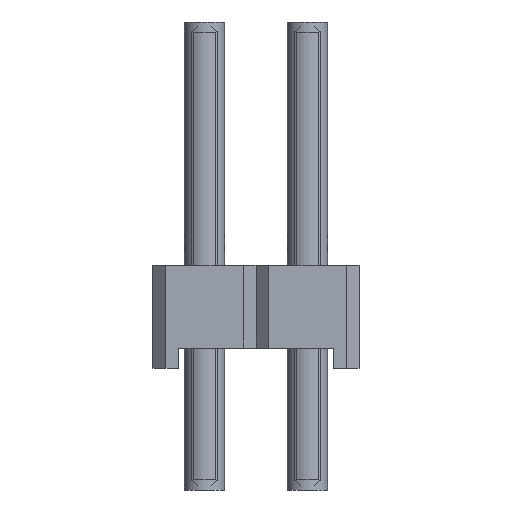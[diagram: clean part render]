
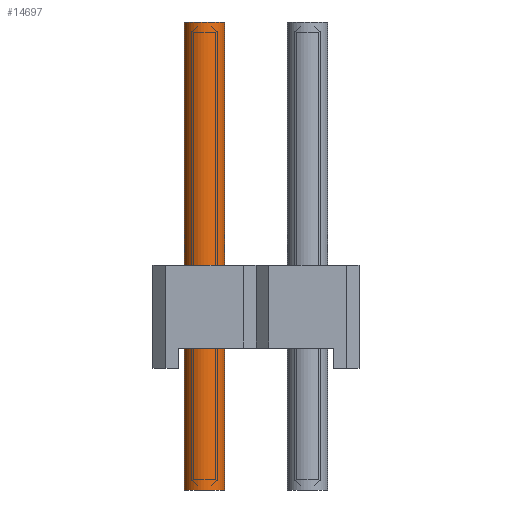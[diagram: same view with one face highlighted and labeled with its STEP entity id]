
A CAD part, left-side view. The second image highlights one B-rep face of the part: STEP entity #14697.
In plain terms, the highlighted cylindrical face has radius 0.5 mm (diameter 1 mm), a full revolution.
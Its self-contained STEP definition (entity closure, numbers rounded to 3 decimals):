
#279=CIRCLE('',#15486,0.5);
#280=CIRCLE('',#15487,0.5);
#804=CYLINDRICAL_SURFACE('',#15485,0.5);
#1173=ORIENTED_EDGE('',*,*,#5519,.F.);
#1174=ORIENTED_EDGE('',*,*,#5520,.T.);
#5519=EDGE_CURVE('',#7701,#7701,#279,.T.);
#5520=EDGE_CURVE('',#7702,#7702,#280,.T.);
#7701=VERTEX_POINT('',#21218);
#7702=VERTEX_POINT('',#21220);
#12489=EDGE_LOOP('',(#1173));
#12490=EDGE_LOOP('',(#1174));
#13355=FACE_BOUND('',#12489,.T.);
#13356=FACE_BOUND('',#12490,.T.);
#14697=ADVANCED_FACE('',(#13355,#13356),#804,.F.);
#15485=AXIS2_PLACEMENT_3D('',#21216,#16885,#16886);
#15486=AXIS2_PLACEMENT_3D('',#21217,#16887,#16888);
#15487=AXIS2_PLACEMENT_3D('',#21219,#16889,#16890);
#16885=DIRECTION('',(0.,0.,1.));
#16886=DIRECTION('',(1.,0.,0.));
#16887=DIRECTION('',(0.,0.,-1.));
#16888=DIRECTION('',(1.,0.,0.));
#16889=DIRECTION('',(0.,0.,-1.));
#16890=DIRECTION('',(1.,0.,0.));
#21216=CARTESIAN_POINT('',(0.,0.,0.));
#21217=CARTESIAN_POINT('',(0.,0.,11.54));
#21218=CARTESIAN_POINT('',(0.5,0.,11.54));
#21219=CARTESIAN_POINT('',(0.,0.,0.));
#21220=CARTESIAN_POINT('',(0.5,0.,0.));
